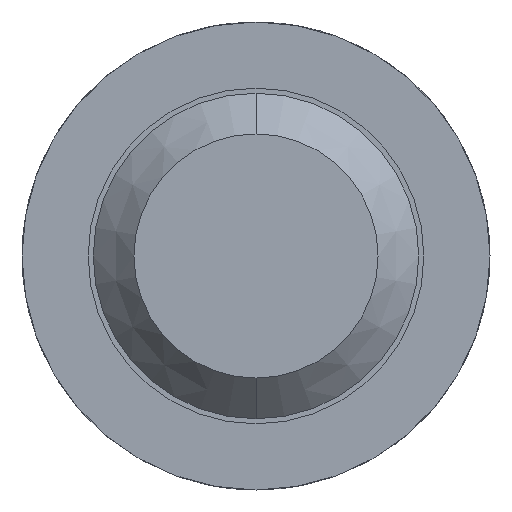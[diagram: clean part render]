
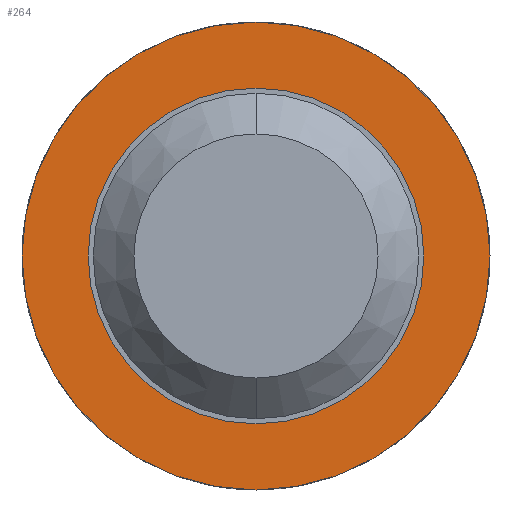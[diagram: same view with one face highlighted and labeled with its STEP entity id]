
A CAD part, front view. The second image highlights one B-rep face of the part: STEP entity #264.
In plain terms, the highlighted planar face has unit normal (0, -1, 0).
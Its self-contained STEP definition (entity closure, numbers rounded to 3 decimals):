
#153 = ORIENTED_EDGE ( 'NONE', *, *, #282, .T. ) ;
#241 = AXIS2_PLACEMENT_3D ( 'NONE', #695, #1372, #2092 ) ;
#264 = ADVANCED_FACE ( 'Defeature ausgef�hrt4_46', ( #3648, #1568 ), #2768, .F. ) ;
#282 = EDGE_CURVE ( 'Defeature ausgef�hrt4_46+Defeature ausgef�hrt4_45+Defeature ausgef�hrt4_45+Defeature ausgef�hrt4_45', #488, #3050, #4311, .T. ) ;
#329 = VERTEX_POINT ( 'NONE', #1694 ) ;
#353 = EDGE_CURVE ( 'Defeature ausgef�hrt4_42+Defeature ausgef�hrt4_46+Defeature ausgef�hrt4_46+Defeature ausgef�hrt4_46', #701, #329, #2016, .T. ) ;
#447 = CARTESIAN_POINT ( 'NONE',  ( 0., -1.5, 0.825 ) ) ;
#488 = VERTEX_POINT ( 'NONE', #2210 ) ;
#534 = CARTESIAN_POINT ( 'NONE',  ( 0., -1.5, 0. ) ) ;
#585 = DIRECTION ( 'NONE',  ( 0., 0., 1. ) ) ;
#665 = EDGE_CURVE ( 'Defeature ausgef�hrt4_46+Defeature ausgef�hrt4_45+Defeature ausgef�hrt4_45+Defeature ausgef�hrt4_45', #3050, #488, #959, .T. ) ;
#695 = CARTESIAN_POINT ( 'NONE',  ( 0., -1.5, 0. ) ) ;
#701 = VERTEX_POINT ( 'NONE', #4215 ) ;
#813 = CARTESIAN_POINT ( 'NONE',  ( 0., -1.5, 0. ) ) ;
#946 = CARTESIAN_POINT ( 'NONE',  ( 0.825, -1.5, 0. ) ) ;
#959 = CIRCLE ( 'NONE', #2681, 0.825 ) ;
#1030 = ORIENTED_EDGE ( 'NONE', *, *, #665, .T. ) ;
#1196 = EDGE_CURVE ( 'Defeature ausgef�hrt4_42+Defeature ausgef�hrt4_46+Defeature ausgef�hrt4_46+Defeature ausgef�hrt4_46', #329, #701, #3758, .T. ) ;
#1295 = DIRECTION ( 'NONE',  ( 0., 1., 0. ) ) ;
#1372 = DIRECTION ( 'NONE',  ( 0., 1., 0. ) ) ;
#1551 = EDGE_LOOP ( 'NONE', ( #1030, #153 ) ) ;
#1568 = FACE_BOUND ( 'NONE', #1551, .T. ) ;
#1644 = DIRECTION ( 'NONE',  ( 0., 0., 1. ) ) ;
#1694 = CARTESIAN_POINT ( 'NONE',  ( 0., -1.5, -1.15 ) ) ;
#2016 = CIRCLE ( 'NONE', #3785, 1.15 ) ;
#2092 = DIRECTION ( 'NONE',  ( 0., 0., 1. ) ) ;
#2106 = DIRECTION ( 'NONE',  ( 0., 0., 1. ) ) ;
#2210 = CARTESIAN_POINT ( 'NONE',  ( 0., -1.5, -0.825 ) ) ;
#2250 = EDGE_LOOP ( 'NONE', ( #4005, #2593 ) ) ;
#2593 = ORIENTED_EDGE ( 'NONE', *, *, #1196, .F. ) ;
#2681 = AXIS2_PLACEMENT_3D ( 'NONE', #534, #1295, #1644 ) ;
#2768 = PLANE ( 'NONE',  #3052 ) ;
#2827 = DIRECTION ( 'NONE',  ( 0., 1., 0. ) ) ;
#3050 = VERTEX_POINT ( 'NONE', #447 ) ;
#3052 = AXIS2_PLACEMENT_3D ( 'NONE', #946, #4207, #585 ) ;
#3422 = AXIS2_PLACEMENT_3D ( 'NONE', #813, #4080, #3657 ) ;
#3648 = FACE_OUTER_BOUND ( 'NONE', #2250, .T. ) ;
#3657 = DIRECTION ( 'NONE',  ( 0., 0., 1. ) ) ;
#3758 = CIRCLE ( 'NONE', #3422, 1.15 ) ;
#3785 = AXIS2_PLACEMENT_3D ( 'NONE', #3889, #2827, #2106 ) ;
#3889 = CARTESIAN_POINT ( 'NONE',  ( 0., -1.5, 0. ) ) ;
#4005 = ORIENTED_EDGE ( 'NONE', *, *, #353, .F. ) ;
#4080 = DIRECTION ( 'NONE',  ( 0., 1., 0. ) ) ;
#4207 = DIRECTION ( 'NONE',  ( 0., 1., 0. ) ) ;
#4215 = CARTESIAN_POINT ( 'NONE',  ( 0., -1.5, 1.15 ) ) ;
#4311 = CIRCLE ( 'NONE', #241, 0.825 ) ;
